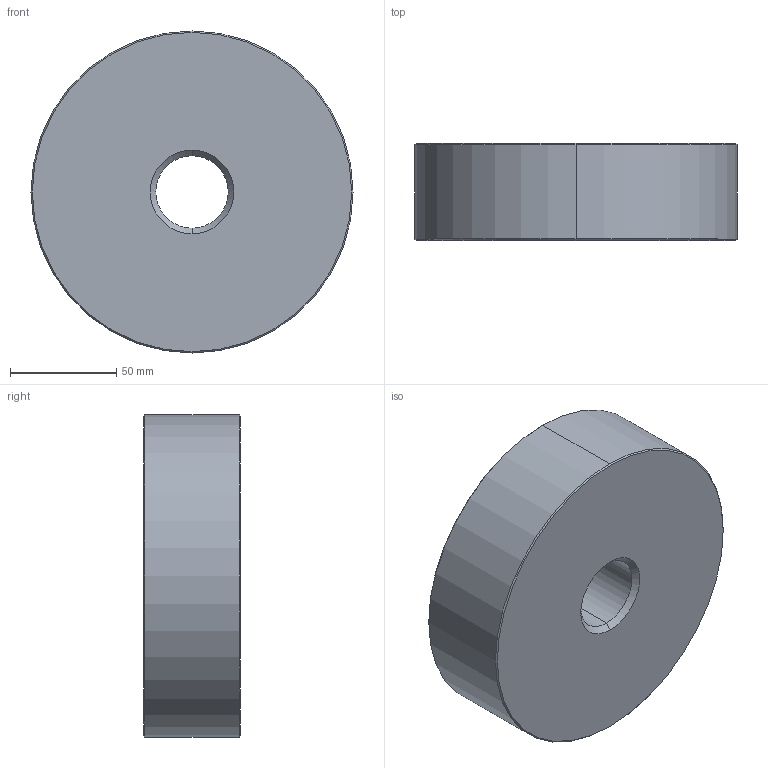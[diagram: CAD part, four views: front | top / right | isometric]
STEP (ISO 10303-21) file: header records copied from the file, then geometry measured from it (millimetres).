
FILE_DESCRIPTION (( 'STEP AP214' ), '1' );
FILE_NAME ('PH3-A Pull Plate 20K to 50K X1 (STEP).STEP', '2024-01-18T23:14:21', ( '' ), ( '' ), 'SwSTEP 2.0', 'SolidWorks 2021', '' );
FILE_SCHEMA (( 'AUTOMOTIVE_DESIGN' ));
Length unit declared in the file: inch
Products named in the file (1): PH3-A Pull Plate 20K to 50K X1 (STEP)
Bounding box: 151.89 x 45.72 x 151.89 mm (x, y, z)
Volume: 758419.9 mm3; surface area: 69747.4 mm2
Topology: 1 solids, 1 shells, 60 faces, 136 edges, 70 vertices
Faces by surface type: cone 38, cylinder 20, plane 2
Entity records: 1824 total; most frequent: DIRECTION 304, CARTESIAN_POINT 251, ORIENTED_EDGE 240, AXIS2_PLACEMENT_3D 123, EDGE_CURVE 120, VERTEX_POINT 70, EDGE_LOOP 70, CIRCLE 62
